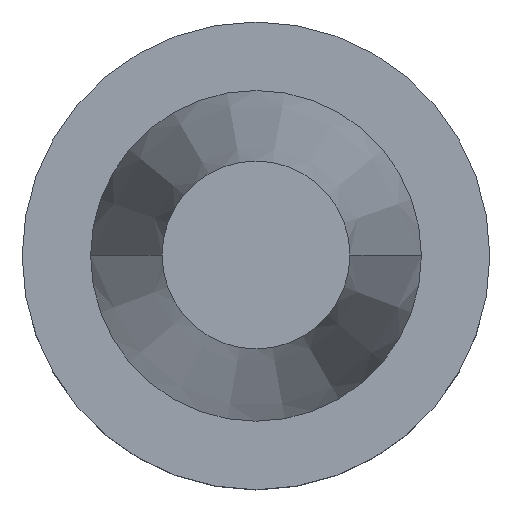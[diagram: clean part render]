
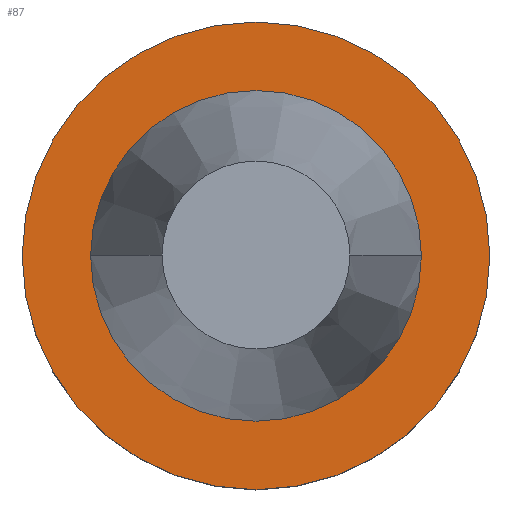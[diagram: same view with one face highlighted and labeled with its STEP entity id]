
A CAD part, top view. The second image highlights one B-rep face of the part: STEP entity #87.
In plain terms, the highlighted planar face has unit normal (0, 0, 1).
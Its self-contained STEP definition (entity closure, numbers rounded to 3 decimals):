
#52=FACE_BOUND('',#127,.T.);
#53=FACE_BOUND('',#128,.T.);
#77=PLANE('',#389);
#87=ADVANCED_FACE('',(#52,#53),#77,.F.);
#127=EDGE_LOOP('',(#203));
#128=EDGE_LOOP('',(#204,#205));
#165=CIRCLE('',#386,50.);
#166=CIRCLE('',#387,35.362);
#167=CIRCLE('',#388,35.362);
#203=ORIENTED_EDGE('',*,*,#303,.T.);
#204=ORIENTED_EDGE('',*,*,#304,.T.);
#205=ORIENTED_EDGE('',*,*,#305,.T.);
#271=VERTEX_POINT('',#575);
#272=VERTEX_POINT('',#577);
#273=VERTEX_POINT('',#578);
#303=EDGE_CURVE('',#271,#271,#165,.T.);
#304=EDGE_CURVE('',#272,#273,#166,.T.);
#305=EDGE_CURVE('',#273,#272,#167,.T.);
#386=AXIS2_PLACEMENT_3D('',#574,#460,#461);
#387=AXIS2_PLACEMENT_3D('',#576,#462,#463);
#388=AXIS2_PLACEMENT_3D('',#579,#464,#465);
#389=AXIS2_PLACEMENT_3D('',#580,#466,#467);
#460=DIRECTION('',(0.,0.,1.));
#461=DIRECTION('',(-1.,0.,0.));
#462=DIRECTION('',(0.,0.,-1.));
#463=DIRECTION('',(-1.,0.,0.));
#464=DIRECTION('',(0.,0.,-1.));
#465=DIRECTION('',(-1.,0.,0.));
#466=DIRECTION('',(0.,0.,-1.));
#467=DIRECTION('',(1.,0.,0.));
#574=CARTESIAN_POINT('',(0.,0.,-3.));
#575=CARTESIAN_POINT('',(-50.,0.,-3.));
#576=CARTESIAN_POINT('',(0.,0.,-3.));
#577=CARTESIAN_POINT('',(35.363,0.,-3.));
#578=CARTESIAN_POINT('',(-35.362,0.,-3.));
#579=CARTESIAN_POINT('',(0.,0.,-3.));
#580=CARTESIAN_POINT('',(0.,35.398,-3.));
